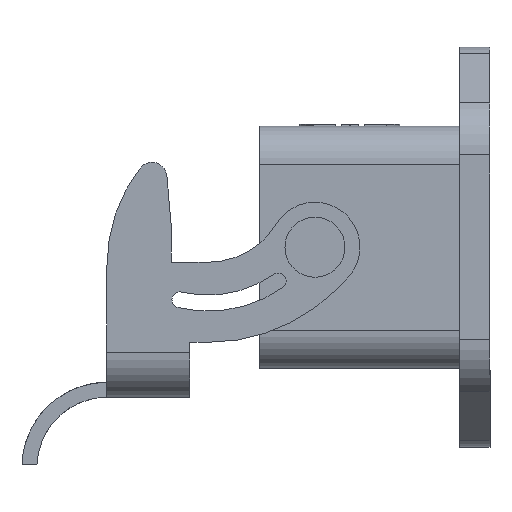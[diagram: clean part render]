
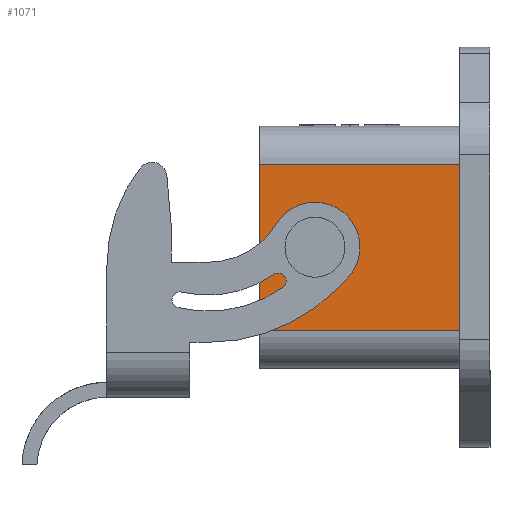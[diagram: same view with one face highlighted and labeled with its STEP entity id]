
A CAD part, left-side view. The second image highlights one B-rep face of the part: STEP entity #1071.
In plain terms, the highlighted planar face has unit normal (-1, 0, 0).
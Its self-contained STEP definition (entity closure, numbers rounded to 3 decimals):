
#663=FACE_BOUND('',#1605,.T.);
#664=FACE_BOUND('',#1606,.T.);
#837=CIRCLE('',#4644,2.4);
#1071=ADVANCED_FACE('',(#663,#664),#1221,.T.);
#1221=PLANE('',#4722);
#1605=EDGE_LOOP('',(#2477));
#1606=EDGE_LOOP('',(#2478,#2479,#2480,#2481));
#2477=ORIENTED_EDGE('',*,*,#3404,.T.);
#2478=ORIENTED_EDGE('',*,*,#3512,.F.);
#2479=ORIENTED_EDGE('',*,*,#3511,.T.);
#2480=ORIENTED_EDGE('',*,*,#3507,.F.);
#2481=ORIENTED_EDGE('',*,*,#3513,.F.);
#2940=VERTEX_POINT('',#6565);
#3008=VERTEX_POINT('',#6810);
#3009=VERTEX_POINT('',#6812);
#3011=VERTEX_POINT('',#6817);
#3012=VERTEX_POINT('',#6822);
#3404=EDGE_CURVE('',#2940,#2940,#837,.T.);
#3507=EDGE_CURVE('',#3008,#3009,#3912,.T.);
#3511=EDGE_CURVE('',#3011,#3009,#3914,.T.);
#3512=EDGE_CURVE('',#3011,#3012,#3915,.T.);
#3513=EDGE_CURVE('',#3012,#3008,#3916,.T.);
#3912=LINE('',#6811,#4293);
#3914=LINE('',#6819,#4295);
#3915=LINE('',#6821,#4296);
#3916=LINE('',#6823,#4297);
#4293=VECTOR('',#5645,1.);
#4295=VECTOR('',#5653,1.);
#4296=VECTOR('',#5656,1.);
#4297=VECTOR('',#5657,1.);
#4644=AXIS2_PLACEMENT_3D('',#6564,#5441,#5442);
#4722=AXIS2_PLACEMENT_3D('',#6824,#5658,#5659);
#5441=DIRECTION('',(1.,0.,0.));
#5442=DIRECTION('',(0.,1.,0.));
#5645=DIRECTION('',(0.,0.,1.));
#5653=DIRECTION('',(0.,1.,0.));
#5656=DIRECTION('',(0.,0.,-1.));
#5657=DIRECTION('',(0.,1.,0.));
#5658=DIRECTION('',(-1.,0.,0.));
#5659=DIRECTION('',(0.,0.,1.));
#6564=CARTESIAN_POINT('',(-12.1,17.5,0.));
#6565=CARTESIAN_POINT('',(-12.1,19.9,0.));
#6810=CARTESIAN_POINT('',(-12.1,23.,-8.3));
#6811=CARTESIAN_POINT('',(-12.1,23.,-8.3));
#6812=CARTESIAN_POINT('',(-12.1,23.,8.3));
#6817=CARTESIAN_POINT('',(-12.1,3.,8.3));
#6819=CARTESIAN_POINT('',(-12.1,3.,8.3));
#6821=CARTESIAN_POINT('',(-12.1,3.,8.3));
#6822=CARTESIAN_POINT('',(-12.1,3.,-8.3));
#6823=CARTESIAN_POINT('',(-12.1,3.,-8.3));
#6824=CARTESIAN_POINT('',(-12.1,3.,-8.3));
